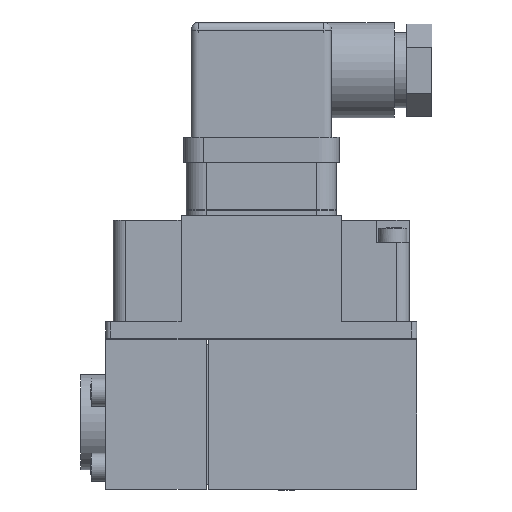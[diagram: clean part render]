
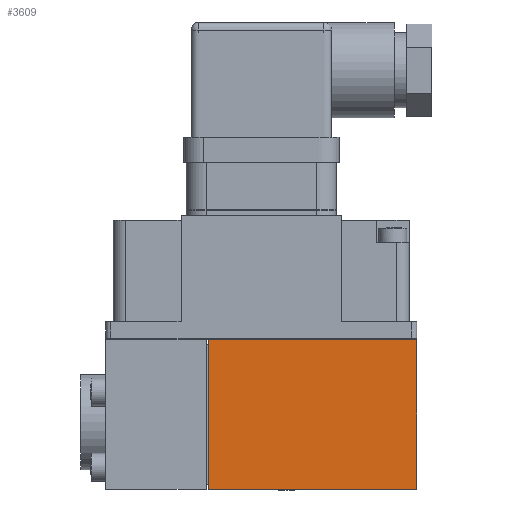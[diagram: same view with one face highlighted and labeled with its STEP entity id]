
A CAD part, front view. The second image highlights one B-rep face of the part: STEP entity #3609.
In plain terms, the highlighted planar face has unit normal (0, -1, 0).
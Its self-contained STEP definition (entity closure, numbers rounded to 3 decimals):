
#2317=EDGE_CURVE('',#3977,#2389,#5389,.T.);
#2389=VERTEX_POINT('',#5467);
#2711=EDGE_CURVE('',#2795,#2389,#5828,.T.);
#2739=EDGE_CURVE('',#4017,#3977,#5860,.T.);
#2795=VERTEX_POINT('',#5920);
#3609=ADVANCED_FACE('',(#6840),#6841,.F.);
#3977=VERTEX_POINT('',#7252);
#4017=VERTEX_POINT('',#7294);
#4421=EDGE_CURVE('',#2795,#4017,#7742,.T.);
#5389=LINE('',#8996,#8997);
#5467=CARTESIAN_POINT('',(-10.5,-15.0,-13.4));
#5828=LINE('',#9592,#9593);
#5860=LINE('',#9636,#9637);
#5920=CARTESIAN_POINT('',(-10.5,-15.0,16.5));
#6840=FACE_OUTER_BOUND('',#10941,.T.);
#6841=PLANE('',#10942);
#7252=CARTESIAN_POINT('',(31.0,-15.0,-13.4));
#7294=CARTESIAN_POINT('',(31.0,-15.0,16.5));
#7742=LINE('',#12186,#12187);
#8996=CARTESIAN_POINT('',(10.25,-15.0,-13.4));
#8997=VECTOR('',#13200,1.0);
#9592=CARTESIAN_POINT('',(-10.5,-15.0,1.55));
#9593=VECTOR('',#13684,1.0);
#9636=CARTESIAN_POINT('',(31.0,-15.0,1.55));
#9637=VECTOR('',#13734,1.0);
#10941=EDGE_LOOP('',(#14875,#14876,#14877,#14878));
#10942=AXIS2_PLACEMENT_3D('',#14879,#14880,#14881);
#12186=CARTESIAN_POINT('',(10.25,-15.0,16.5));
#12187=VECTOR('',#15859,1.0);
#13200=DIRECTION('',(-1.0,0.0,0.0));
#13684=DIRECTION('',(0.0,0.0,-1.0));
#13734=DIRECTION('',(0.0,0.0,-1.0));
#14875=ORIENTED_EDGE('',*,*,#2711,.T.);
#14876=ORIENTED_EDGE('',*,*,#2317,.F.);
#14877=ORIENTED_EDGE('',*,*,#2739,.F.);
#14878=ORIENTED_EDGE('',*,*,#4421,.F.);
#14879=CARTESIAN_POINT('',(10.25,-15.0,1.55));
#14880=DIRECTION('',(0.0,1.0,0.0));
#14881=DIRECTION('',(0.0,0.0,-1.0));
#15859=DIRECTION('',(1.0,0.0,0.0));
